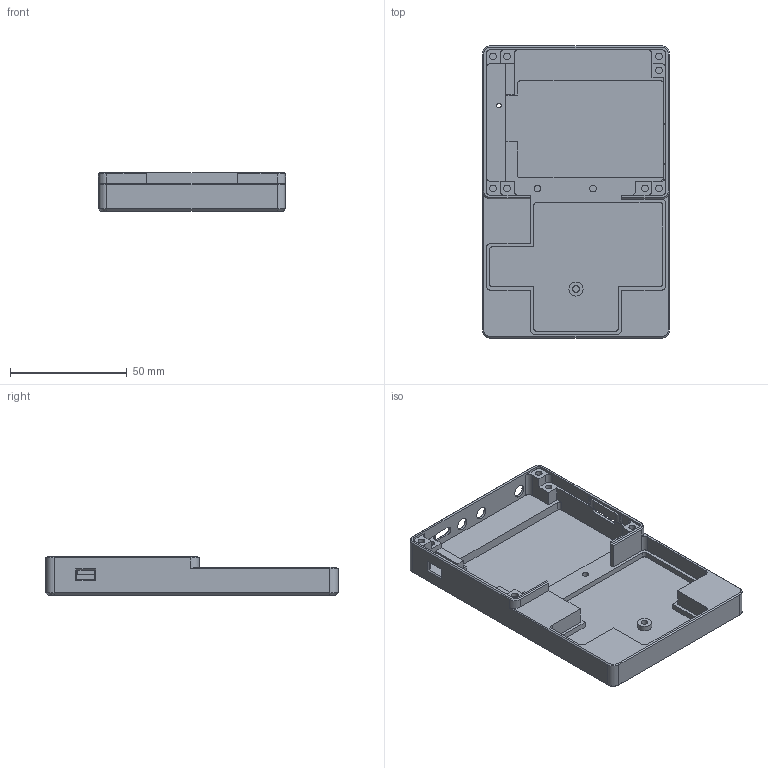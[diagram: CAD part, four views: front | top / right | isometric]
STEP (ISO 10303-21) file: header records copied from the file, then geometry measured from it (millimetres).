
FILE_DESCRIPTION(('FreeCAD Model'),'2;1');
FILE_NAME('Open CASCADE Shape Model','2024-12-14T12:15:38',(''),(''), 'Open CASCADE STEP processor 7.8','FreeCAD','Unknown');
FILE_SCHEMA(('AUTOMOTIVE_DESIGN { 1 0 10303 214 1 1 1 1 }'));
Length unit declared in the file: millimetre
Products named in the file (1): case
Bounding box: 80 x 125 x 16.5 mm (x, y, z)
Volume: 48222.7 mm3; surface area: 31702 mm2
Topology: 1 solids, 1 shells, 230 faces, 593 edges, 376 vertices
Faces by surface type: plane 127, cylinder 71, cone 26, bspline 6
Full cylindrical faces by diameter (mm): 2 x1, 2.8 x11, 5.5 x3, 6 x1
Entity records: 7127 total; most frequent: CARTESIAN_POINT 1388, DIRECTION 1195, ORIENTED_EDGE 1186, EDGE_CURVE 593, LINE 405, VECTOR 405, AXIS2_PLACEMENT_3D 395, VERTEX_POINT 376
